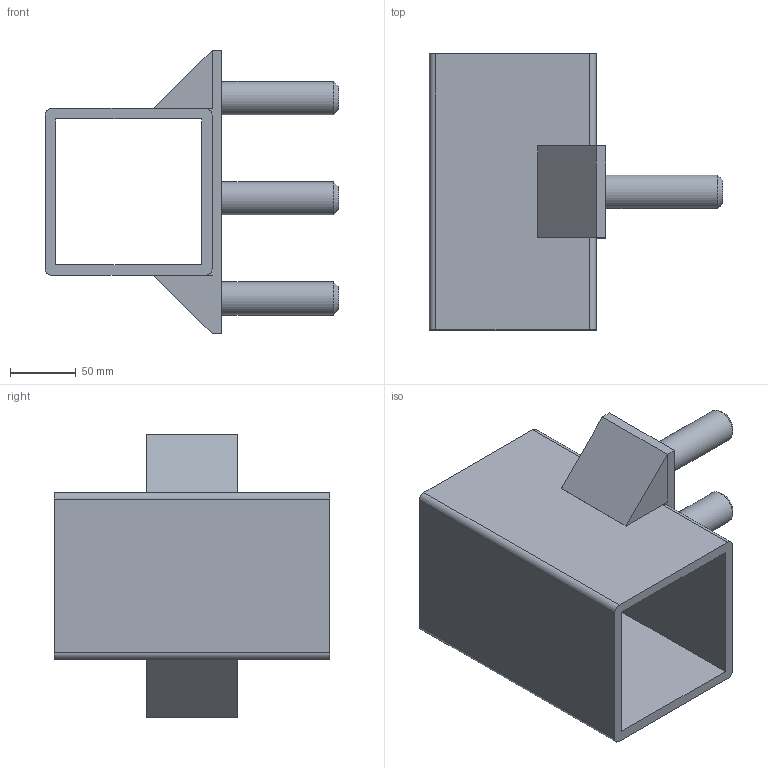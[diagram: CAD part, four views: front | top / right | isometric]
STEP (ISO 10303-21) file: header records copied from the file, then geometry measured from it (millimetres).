
FILE_DESCRIPTION(/* description */ (''),/* implementation_level */ '2;1');
FILE_NAME(/* name */ 'Fan Holder.step',/* time_stamp */ '2025-12-22T22:16:27-07:00',/* author */ (''),/* organization */ (''),/* preprocessor_version */ 'ST-DEVELOPER v20.1',/* originating_system */ 'Autodesk Translation Framework v14.21.0.0',/* authorisation */ '');
FILE_SCHEMA (('AUTOMOTIVE_DESIGN { 1 0 10303 214 3 1 1 }'));
Length unit declared in the file: millimetre
Products named in the file (1): 2025-12-22-15-18-20-671
Bounding box: 223.5 x 210 x 215.9 mm (x, y, z)
Volume: 1180616.9 mm3; surface area: 243723.6 mm2
Topology: 1 solids, 1 shells, 42 faces, 106 edges, 69 vertices
Faces by surface type: plane 30, cylinder 9, cone 3
Full cylindrical faces by diameter (mm): 25.4 x3
Entity records: 1288 total; most frequent: CARTESIAN_POINT 218, DIRECTION 213, ORIENTED_EDGE 212, EDGE_CURVE 106, LINE 85, VECTOR 85, VERTEX_POINT 69, AXIS2_PLACEMENT_3D 64
